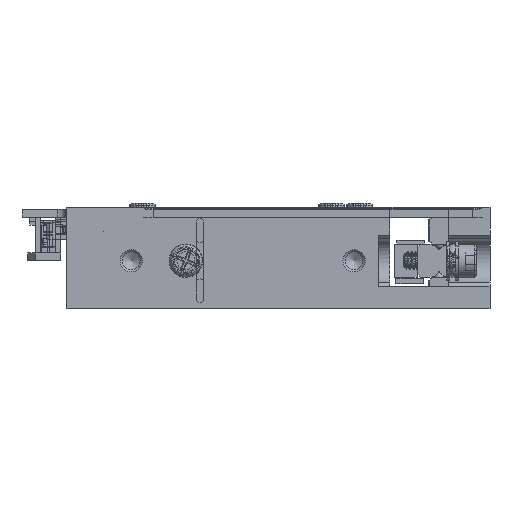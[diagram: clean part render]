
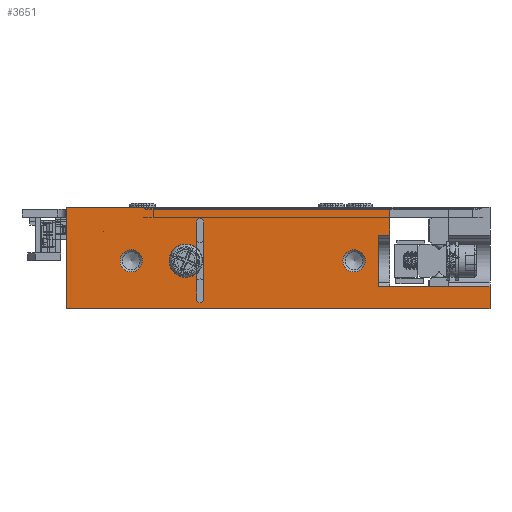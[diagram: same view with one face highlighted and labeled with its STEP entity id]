
A CAD part, left-side view. The second image highlights one B-rep face of the part: STEP entity #3651.
In plain terms, the highlighted planar face has unit normal (-1, 0, 0).
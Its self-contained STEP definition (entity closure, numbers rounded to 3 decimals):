
#995=PLANE('',#56644);
#3247=FACE_BOUND('',#9520,.T.);
#3248=FACE_BOUND('',#9521,.T.);
#3249=FACE_BOUND('',#9522,.T.);
#3250=FACE_BOUND('',#9523,.T.);
#3651=ADVANCED_FACE('',(#3247,#3248,#3249,#3250),#995,.F.);
#9520=EDGE_LOOP('',(#26676));
#9521=EDGE_LOOP('',(#26677));
#9522=EDGE_LOOP('',(#26678,#26679,#26680,#26681,#26682,#26683));
#9523=EDGE_LOOP('',(#26684,#26685,#26686,#26687,#26688,#26689,#26690,#26691,
#26692,#26693,#26694,#26695));
#12520=LINE('',#75051,#19487);
#12521=LINE('',#75056,#19488);
#12522=LINE('',#75060,#19489);
#12523=LINE('',#75063,#19490);
#12524=LINE('',#75066,#19491);
#12525=LINE('',#75068,#19492);
#12526=LINE('',#75070,#19493);
#12527=LINE('',#75072,#19494);
#12528=LINE('',#75074,#19495);
#12529=LINE('',#75076,#19496);
#12530=LINE('',#75078,#19497);
#12531=LINE('',#75080,#19498);
#12532=LINE('',#75082,#19499);
#12533=LINE('',#75084,#19500);
#12534=LINE('',#75086,#19501);
#19487=VECTOR('',#60625,1.);
#19488=VECTOR('',#60628,1.);
#19489=VECTOR('',#60631,1.);
#19490=VECTOR('',#60634,1.);
#19491=VECTOR('',#60635,1.);
#19492=VECTOR('',#60636,1.);
#19493=VECTOR('',#60637,1.);
#19494=VECTOR('',#60638,1.);
#19495=VECTOR('',#60639,1.);
#19496=VECTOR('',#60640,1.);
#19497=VECTOR('',#60641,1.);
#19498=VECTOR('',#60642,1.);
#19499=VECTOR('',#60643,1.);
#19500=VECTOR('',#60644,1.);
#19501=VECTOR('',#60645,1.);
#26676=ORIENTED_EDGE('',*,*,#47732,.T.);
#26677=ORIENTED_EDGE('',*,*,#47733,.T.);
#26678=ORIENTED_EDGE('',*,*,#47734,.F.);
#26679=ORIENTED_EDGE('',*,*,#47735,.T.);
#26680=ORIENTED_EDGE('',*,*,#47736,.F.);
#26681=ORIENTED_EDGE('',*,*,#47737,.F.);
#26682=ORIENTED_EDGE('',*,*,#47738,.F.);
#26683=ORIENTED_EDGE('',*,*,#47739,.F.);
#26684=ORIENTED_EDGE('',*,*,#47740,.F.);
#26685=ORIENTED_EDGE('',*,*,#47741,.T.);
#26686=ORIENTED_EDGE('',*,*,#47742,.F.);
#26687=ORIENTED_EDGE('',*,*,#47743,.F.);
#26688=ORIENTED_EDGE('',*,*,#47744,.T.);
#26689=ORIENTED_EDGE('',*,*,#47745,.T.);
#26690=ORIENTED_EDGE('',*,*,#47746,.T.);
#26691=ORIENTED_EDGE('',*,*,#47747,.T.);
#26692=ORIENTED_EDGE('',*,*,#47748,.T.);
#26693=ORIENTED_EDGE('',*,*,#47749,.F.);
#26694=ORIENTED_EDGE('',*,*,#47750,.T.);
#26695=ORIENTED_EDGE('',*,*,#47751,.T.);
#42414=VERTEX_POINT('',#75048);
#42415=VERTEX_POINT('',#75050);
#42416=VERTEX_POINT('',#75052);
#42417=VERTEX_POINT('',#75053);
#42418=VERTEX_POINT('',#75055);
#42419=VERTEX_POINT('',#75057);
#42420=VERTEX_POINT('',#75059);
#42421=VERTEX_POINT('',#75061);
#42422=VERTEX_POINT('',#75064);
#42423=VERTEX_POINT('',#75065);
#42424=VERTEX_POINT('',#75067);
#42425=VERTEX_POINT('',#75069);
#42426=VERTEX_POINT('',#75071);
#42427=VERTEX_POINT('',#75073);
#42428=VERTEX_POINT('',#75075);
#42429=VERTEX_POINT('',#75077);
#42430=VERTEX_POINT('',#75079);
#42431=VERTEX_POINT('',#75081);
#42432=VERTEX_POINT('',#75083);
#42433=VERTEX_POINT('',#75085);
#47732=EDGE_CURVE('',#42414,#42414,#55615,.T.);
#47733=EDGE_CURVE('',#42415,#42415,#55616,.T.);
#47734=EDGE_CURVE('',#42416,#42417,#12520,.T.);
#47735=EDGE_CURVE('',#42416,#42418,#55617,.T.);
#47736=EDGE_CURVE('',#42419,#42418,#12521,.T.);
#47737=EDGE_CURVE('',#42420,#42419,#55618,.T.);
#47738=EDGE_CURVE('',#42421,#42420,#12522,.T.);
#47739=EDGE_CURVE('',#42417,#42421,#55619,.T.);
#47740=EDGE_CURVE('',#42422,#42423,#12523,.T.);
#47741=EDGE_CURVE('',#42422,#42424,#12524,.T.);
#47742=EDGE_CURVE('',#42425,#42424,#12525,.T.);
#47743=EDGE_CURVE('',#42426,#42425,#12526,.T.);
#47744=EDGE_CURVE('',#42426,#42427,#12527,.T.);
#47745=EDGE_CURVE('',#42427,#42428,#12528,.T.);
#47746=EDGE_CURVE('',#42428,#42429,#12529,.T.);
#47747=EDGE_CURVE('',#42429,#42430,#12530,.T.);
#47748=EDGE_CURVE('',#42430,#42431,#12531,.T.);
#47749=EDGE_CURVE('',#42432,#42431,#12532,.T.);
#47750=EDGE_CURVE('',#42432,#42433,#12533,.T.);
#47751=EDGE_CURVE('',#42433,#42423,#12534,.T.);
#55615=CIRCLE('',#56639,1.);
#55616=CIRCLE('',#56640,1.);
#55617=CIRCLE('',#56641,1.);
#55618=CIRCLE('',#56642,0.325);
#55619=CIRCLE('',#56643,0.325);
#56639=AXIS2_PLACEMENT_3D('',#75047,#60621,#60622);
#56640=AXIS2_PLACEMENT_3D('',#75049,#60623,#60624);
#56641=AXIS2_PLACEMENT_3D('',#75054,#60626,#60627);
#56642=AXIS2_PLACEMENT_3D('',#75058,#60629,#60630);
#56643=AXIS2_PLACEMENT_3D('',#75062,#60632,#60633);
#56644=AXIS2_PLACEMENT_3D('',#75087,#60646,#60647);
#60621=DIRECTION('',(1.,0.,0.));
#60622=DIRECTION('',(0.,1.,0.));
#60623=DIRECTION('',(1.,0.,0.));
#60624=DIRECTION('',(0.,1.,0.));
#60625=DIRECTION('',(0.,0.,-1.));
#60626=DIRECTION('',(1.,0.,0.));
#60627=DIRECTION('',(0.,1.,0.));
#60628=DIRECTION('',(0.,0.,-1.));
#60629=DIRECTION('',(-1.,0.,0.));
#60630=DIRECTION('',(0.,0.,1.));
#60631=DIRECTION('',(0.,0.,1.));
#60632=DIRECTION('',(-1.,0.,0.));
#60633=DIRECTION('',(0.,0.,1.));
#60634=DIRECTION('',(0.,0.,-1.));
#60635=DIRECTION('',(0.,1.,0.));
#60636=DIRECTION('',(0.,0.,1.));
#60637=DIRECTION('',(0.,-1.,0.));
#60638=DIRECTION('',(0.,0.,1.));
#60639=DIRECTION('',(0.,1.,0.));
#60640=DIRECTION('',(0.,0.,1.));
#60641=DIRECTION('',(0.,-1.,0.));
#60642=DIRECTION('',(0.,0.,1.));
#60643=DIRECTION('',(0.,-1.,0.));
#60644=DIRECTION('',(0.,0.,-1.));
#60645=DIRECTION('',(0.,-1.,0.));
#60646=DIRECTION('',(1.,0.,0.));
#60647=DIRECTION('',(0.,1.,0.));
#75047=CARTESIAN_POINT('',(-15.,12.2,4.3));
#75048=CARTESIAN_POINT('',(-15.,13.2,4.3));
#75049=CARTESIAN_POINT('',(-15.,32.2,4.3));
#75050=CARTESIAN_POINT('',(-15.,33.2,4.3));
#75051=CARTESIAN_POINT('',(-15.,26.325,2.35));
#75052=CARTESIAN_POINT('',(-15.,26.325,4.078));
#75053=CARTESIAN_POINT('',(-15.,26.325,0.85));
#75054=CARTESIAN_POINT('',(-15.,27.3,4.3));
#75055=CARTESIAN_POINT('',(-15.,26.325,4.522));
#75056=CARTESIAN_POINT('',(-15.,26.325,2.35));
#75057=CARTESIAN_POINT('',(-15.,26.325,7.75));
#75058=CARTESIAN_POINT('',(-15.,26.,7.75));
#75059=CARTESIAN_POINT('',(-15.,25.675,7.75));
#75060=CARTESIAN_POINT('',(-15.,25.675,0.85));
#75061=CARTESIAN_POINT('',(-15.,25.675,0.85));
#75062=CARTESIAN_POINT('',(-15.,26.,0.85));
#75063=CARTESIAN_POINT('',(-15.,0.,9.1));
#75064=CARTESIAN_POINT('',(-15.,0.,2.009));
#75065=CARTESIAN_POINT('',(-15.,0.,0.));
#75066=CARTESIAN_POINT('',(-15.,3.7,2.009));
#75067=CARTESIAN_POINT('',(-15.,3.7,2.009));
#75068=CARTESIAN_POINT('',(-15.,3.7,2.));
#75069=CARTESIAN_POINT('',(-15.,3.7,2.));
#75070=CARTESIAN_POINT('',(-15.,9.,2.));
#75071=CARTESIAN_POINT('',(-15.,9.,2.));
#75072=CARTESIAN_POINT('',(-15.,9.,2.));
#75073=CARTESIAN_POINT('',(-15.,9.,2.009));
#75074=CARTESIAN_POINT('',(-15.,10.,2.009));
#75075=CARTESIAN_POINT('',(-15.,10.,2.009));
#75076=CARTESIAN_POINT('',(-15.,10.,2.3));
#75077=CARTESIAN_POINT('',(-15.,10.,6.591));
#75078=CARTESIAN_POINT('',(-15.,9.,6.591));
#75079=CARTESIAN_POINT('',(-15.,9.,6.591));
#75080=CARTESIAN_POINT('',(-15.,9.,2.));
#75081=CARTESIAN_POINT('',(-15.,9.,9.1));
#75082=CARTESIAN_POINT('',(-15.,38.,9.1));
#75083=CARTESIAN_POINT('',(-15.,38.,9.1));
#75084=CARTESIAN_POINT('',(-15.,38.,9.1));
#75085=CARTESIAN_POINT('',(-15.,38.,0.));
#75086=CARTESIAN_POINT('',(-15.,38.,0.));
#75087=CARTESIAN_POINT('',(-15.,38.,9.1));
